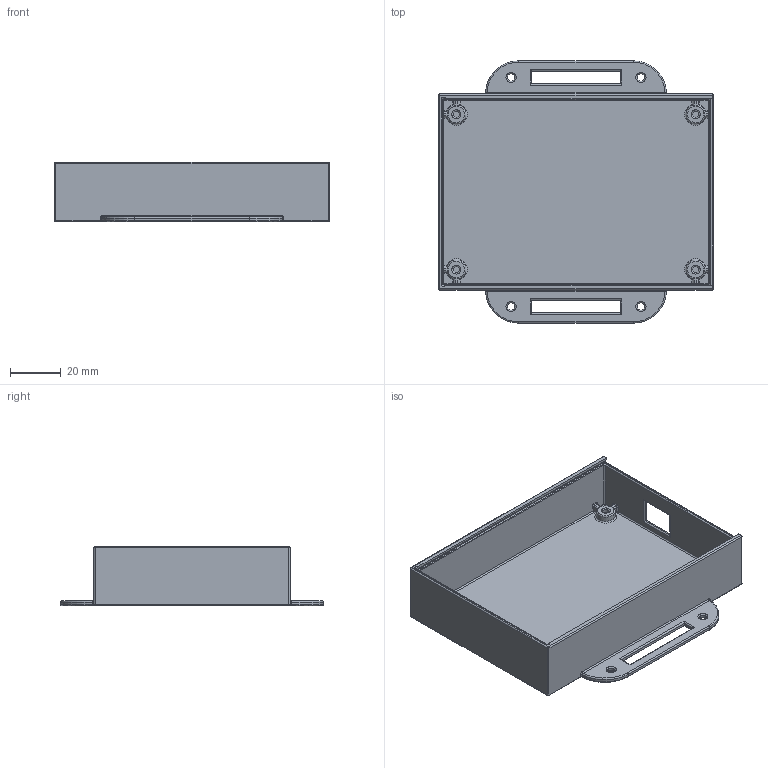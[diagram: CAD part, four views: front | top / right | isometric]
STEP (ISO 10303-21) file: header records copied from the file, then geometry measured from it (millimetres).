
FILE_DESCRIPTION(/* description */ ('STEP AP214'),/* implementation_level */ '2;1');
FILE_NAME(/* name */ '612d6a1298c9ce51ad691ee5',/* time_stamp */ '2021-08-30T23:30:28+00:00',/* author */ (''),/* organization */ (''),/* preprocessor_version */ 'ST-DEVELOPER v18.1',/* originating_system */ ' ',/* authorisation */ ' ');
FILE_SCHEMA (('AUTOMOTIVE_DESIGN {1 0 10303 214 3 1 1}'));
Length unit declared in the file: metre
Products named in the file (1): Envelope box
Bounding box: 108 x 103 x 23.5 mm (x, y, z)
Volume: 29278.3 mm3; surface area: 35686.7 mm2
Topology: 1 solids, 1 shells, 300 faces, 698 edges, 378 vertices
Faces by surface type: cylinder 148, plane 64, torus 58, sphere 20, bspline 10
Full cylindrical faces by diameter (mm): 2.5 x4, 3 x4
Entity records: 8328 total; most frequent: CARTESIAN_POINT 1731, DIRECTION 1452, ORIENTED_EDGE 1296, EDGE_CURVE 648, AXIS2_PLACEMENT_3D 573, VERTEX_POINT 374, EDGE_LOOP 338, FACE_BOUND 338
